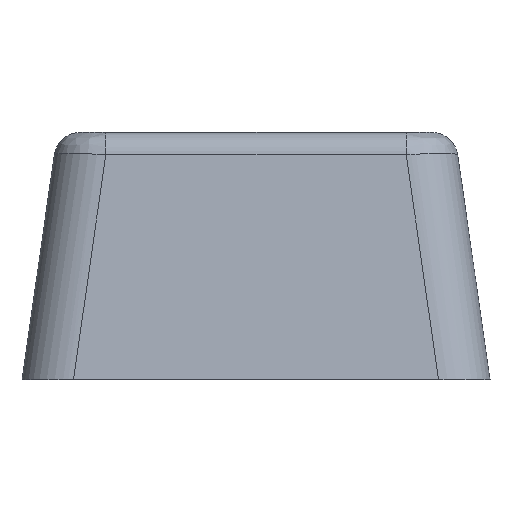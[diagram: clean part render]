
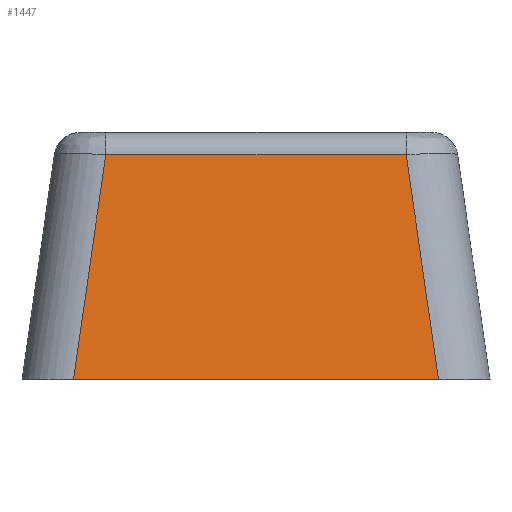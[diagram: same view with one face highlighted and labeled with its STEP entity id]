
A CAD part, left-side view. The second image highlights one B-rep face of the part: STEP entity #1447.
In plain terms, the highlighted planar face has unit normal (-0.99, 0, 0.142).
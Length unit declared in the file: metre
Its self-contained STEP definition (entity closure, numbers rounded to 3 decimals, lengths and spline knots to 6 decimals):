
#108=LINE('',#2107,#266);
#115=LINE('',#2135,#273);
#116=LINE('',#2137,#274);
#117=LINE('',#2139,#275);
#266=VECTOR('',#1697,1.);
#273=VECTOR('',#1720,1.);
#274=VECTOR('',#1721,1.);
#275=VECTOR('',#1722,1.);
#456=ORIENTED_EDGE('',*,*,#874,.T.);
#457=ORIENTED_EDGE('',*,*,#888,.T.);
#458=ORIENTED_EDGE('',*,*,#889,.T.);
#459=ORIENTED_EDGE('',*,*,#890,.T.);
#874=EDGE_CURVE('',#1091,#1090,#108,.T.);
#888=EDGE_CURVE('',#1090,#1104,#115,.T.);
#889=EDGE_CURVE('',#1104,#1105,#116,.F.);
#890=EDGE_CURVE('',#1105,#1091,#117,.F.);
#1090=VERTEX_POINT('',#2106);
#1091=VERTEX_POINT('',#2108);
#1104=VERTEX_POINT('',#2136);
#1105=VERTEX_POINT('',#2138);
#1214=EDGE_LOOP('',(#456,#457,#458,#459));
#1306=FACE_BOUND('',#1214,.T.);
#1394=PLANE('',#1562);
#1447=ADVANCED_FACE('',(#1306),#1394,.T.);
#1562=AXIS2_PLACEMENT_3D('',#2134,#1718,#1719);
#1697=DIRECTION('',(0.,-1.,0.));
#1718=DIRECTION('',(-0.99,0.,0.142));
#1719=DIRECTION('',(0.142,0.,0.99));
#1720=DIRECTION('',(0.141,0.141,0.98));
#1721=DIRECTION('',(0.,-1.,0.));
#1722=DIRECTION('',(0.141,-0.141,0.98));
#2106=CARTESIAN_POINT('',(0.103,-0.05502,0.));
#2107=CARTESIAN_POINT('',(0.103,-0.048,0.));
#2108=CARTESIAN_POINT('',(0.103,-0.04098,0.));
#2134=CARTESIAN_POINT('',(0.103,-0.057,0.));
#2135=CARTESIAN_POINT('',(0.102961,-0.05506,-0.000273));
#2136=CARTESIAN_POINT('',(0.104243,-0.053777,0.008642));
#2137=CARTESIAN_POINT('',(0.104243,-0.057,0.008642));
#2138=CARTESIAN_POINT('',(0.104243,-0.042223,0.008642));
#2139=CARTESIAN_POINT('',(0.103318,-0.041298,0.002213));
